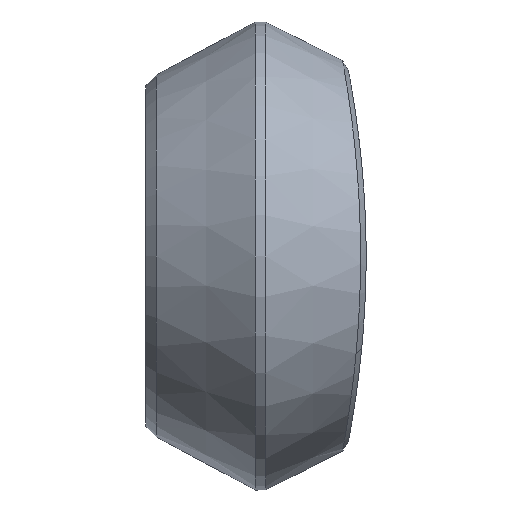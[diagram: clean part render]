
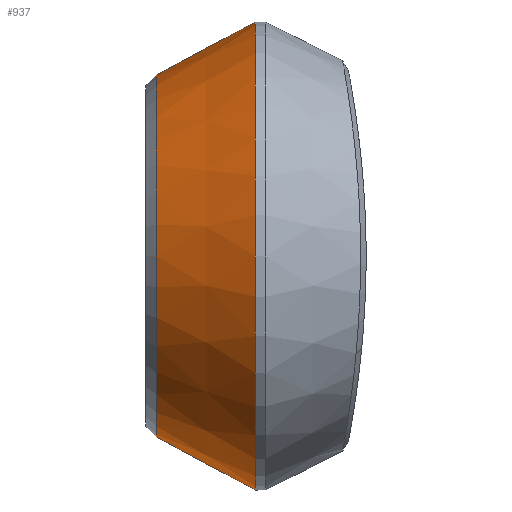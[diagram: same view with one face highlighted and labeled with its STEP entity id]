
A CAD part, left-side view. The second image highlights one B-rep face of the part: STEP entity #937.
In plain terms, the highlighted conical face has half-angle 28.169 degrees and reference radius 34.074 mm.
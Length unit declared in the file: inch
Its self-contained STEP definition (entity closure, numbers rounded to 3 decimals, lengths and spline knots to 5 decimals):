
#8 = CARTESIAN_POINT ( 'NONE',  ( 0., 7.798, -1.3415 ) ) ;
#56 = EDGE_CURVE ( 'NONE', #314, #348, #191, .T. ) ;
#59 = CIRCLE ( 'NONE', #1353, 1.3415 ) ;
#108 = CARTESIAN_POINT ( 'NONE',  ( 0., 7.798, 1.3415 ) ) ;
#156 = CARTESIAN_POINT ( 'NONE',  ( 0., 7.798, -1.3415 ) ) ;
#191 = CIRCLE ( 'NONE', #373, 1.73438 ) ;
#207 = LINE ( 'NONE', #8, #580 ) ;
#226 = ORIENTED_EDGE ( 'NONE', *, *, #1277, .F. ) ;
#268 = CARTESIAN_POINT ( 'NONE',  ( 0., 7.06432, 0. ) ) ;
#306 = CONICAL_SURFACE ( 'NONE', #1022, 1.3415, 0.492 ) ;
#307 = DIRECTION ( 'NONE',  ( 0., -0.882, -0.472 ) ) ;
#313 = DIRECTION ( 'NONE',  ( 0., -1., 0. ) ) ;
#314 = VERTEX_POINT ( 'NONE', #1214 ) ;
#348 = VERTEX_POINT ( 'NONE', #1228 ) ;
#373 = AXIS2_PLACEMENT_3D ( 'NONE', #268, #471, #1227 ) ;
#375 = VECTOR ( 'NONE', #1060, 39.37008 ) ;
#432 = VERTEX_POINT ( 'NONE', #156 ) ;
#457 = ORIENTED_EDGE ( 'NONE', *, *, #870, .T. ) ;
#471 = DIRECTION ( 'NONE',  ( 0., -1., 0. ) ) ;
#522 = CARTESIAN_POINT ( 'NONE',  ( 0., 7.798, 1.3415 ) ) ;
#580 = VECTOR ( 'NONE', #307, 39.37008 ) ;
#629 = DIRECTION ( 'NONE',  ( 0., -1., 0. ) ) ;
#649 = DIRECTION ( 'NONE',  ( 0., 0., -1. ) ) ;
#757 = CARTESIAN_POINT ( 'NONE',  ( 0., 7.798, 0. ) ) ;
#838 = ORIENTED_EDGE ( 'NONE', *, *, #848, .T. ) ;
#840 = LINE ( 'NONE', #108, #375 ) ;
#848 = EDGE_CURVE ( 'NONE', #432, #348, #207, .T. ) ;
#870 = EDGE_CURVE ( 'NONE', #998, #432, #59, .T. ) ;
#937 = ADVANCED_FACE ( 'NONE', ( #1282 ), #306, .T. ) ;
#998 = VERTEX_POINT ( 'NONE', #522 ) ;
#1022 = AXIS2_PLACEMENT_3D ( 'NONE', #757, #629, #649 ) ;
#1060 = DIRECTION ( 'NONE',  ( 0., -0.882, 0.472 ) ) ;
#1067 = DIRECTION ( 'NONE',  ( 0., 0., -1. ) ) ;
#1150 = CARTESIAN_POINT ( 'NONE',  ( 0., 7.798, 0. ) ) ;
#1158 = EDGE_LOOP ( 'NONE', ( #226, #457, #838, #1191 ) ) ;
#1191 = ORIENTED_EDGE ( 'NONE', *, *, #56, .F. ) ;
#1214 = CARTESIAN_POINT ( 'NONE',  ( 0., 7.06432, 1.73438 ) ) ;
#1227 = DIRECTION ( 'NONE',  ( 0., 0., -1. ) ) ;
#1228 = CARTESIAN_POINT ( 'NONE',  ( 0., 7.06432, -1.73438 ) ) ;
#1277 = EDGE_CURVE ( 'NONE', #998, #314, #840, .T. ) ;
#1282 = FACE_OUTER_BOUND ( 'NONE', #1158, .T. ) ;
#1353 = AXIS2_PLACEMENT_3D ( 'NONE', #1150, #313, #1067 ) ;
